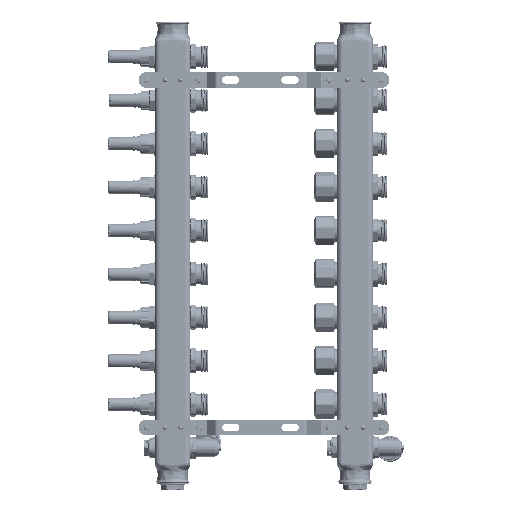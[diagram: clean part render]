
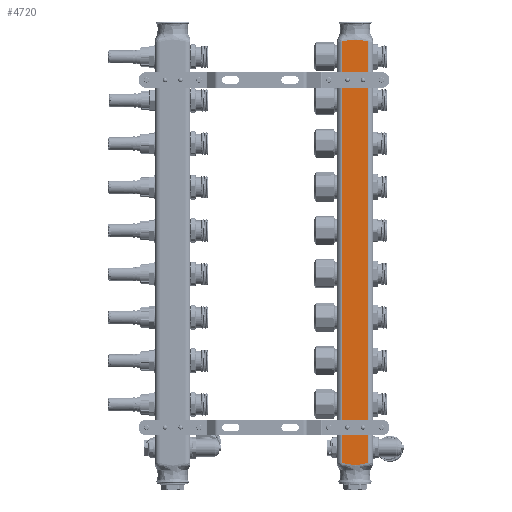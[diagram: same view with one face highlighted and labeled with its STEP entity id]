
A CAD part, front view. The second image highlights one B-rep face of the part: STEP entity #4720.
In plain terms, the highlighted face is planar.
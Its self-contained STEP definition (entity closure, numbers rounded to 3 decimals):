
#2956 = VERTEX_POINT ( 'NONE', #83787 ) ;
#4720 = ADVANCED_FACE ( 'NONE', ( #122569 ), #91620, .F. ) ;
#6179 = CARTESIAN_POINT ( 'NONE',  ( 19.5, 6.71, -19.785 ) ) ;
#6630 = CARTESIAN_POINT ( 'NONE',  ( 19.5, 11.517, -20.705 ) ) ;
#7036 = CARTESIAN_POINT ( 'NONE',  ( 19.5, -6.109, -19.676 ) ) ;
#8325 = EDGE_LOOP ( 'NONE', ( #96904, #9866, #10884, #63422 ) ) ;
#8589 = CARTESIAN_POINT ( 'NONE',  ( 19.5, -13.908, -506.757 ) ) ;
#9461 = CARTESIAN_POINT ( 'NONE',  ( 19.5, -13.314, -506.916 ) ) ;
#9866 = ORIENTED_EDGE ( 'NONE', *, *, #99253, .T. ) ;
#10783 = LINE ( 'NONE', #117930, #61407 ) ;
#10884 = ORIENTED_EDGE ( 'NONE', *, *, #74001, .F. ) ;
#12285 = VECTOR ( 'NONE', #90840, 1000. ) ;
#15064 = B_SPLINE_CURVE_WITH_KNOTS ( 'NONE', 3,
 ( #67110, #46774, #48075, #36176, #107644, #106778, #108072, #6630, #57853, #107207, #47212, #6179, #37465, #27319, #56990, #116916, #117782, #127066, #66683, #76821, #97922, #7036, #97489, #86907, #117351, #57432, #127501, #87345, #37036, #127940, #77692, #17154, #47644, #128384 ),
 .UNSPECIFIED., .F., .F.,
 ( 4, 2, 2, 2, 2, 2, 2, 2, 2, 2, 2, 2, 2, 2, 2, 2, 4 ),
 ( 0., 0.002, 0.002, 0.003, 0.004, 0.007, 0.009, 0.011, 0.015, 0.018, 0.02, 0.022, 0.026, 0.027, 0.027, 0.028, 0.029 ),
 .UNSPECIFIED. ) ;
#17154 = CARTESIAN_POINT ( 'NONE',  ( 19.5, -13.314, -21.084 ) ) ;
#17865 = CARTESIAN_POINT ( 'NONE',  ( 19.5, 4.294, -508.591 ) ) ;
#19188 = CARTESIAN_POINT ( 'NONE',  ( 19.5, 1.236, -508.841 ) ) ;
#19608 = CARTESIAN_POINT ( 'NONE',  ( 19.5, -11.216, -507.349 ) ) ;
#20216 = B_SPLINE_CURVE_WITH_KNOTS ( 'NONE', 3,
 ( #70005, #128659, #28031, #119809, #38623, #59013, #59437, #49670, #129965, #109660, #89382, #119362, #59880, #118489, #17865, #79698, #19188, #129519, #118940, #58580, #90252, #69116, #58145, #28916, #89803, #19608, #99966, #88508, #68688, #39491, #130395, #9461, #8589, #80125 ),
 .UNSPECIFIED., .F., .F.,
 ( 4, 2, 2, 2, 2, 2, 2, 2, 2, 2, 2, 2, 2, 2, 2, 2, 4 ),
 ( 0., 0.002, 0.002, 0.003, 0.004, 0.007, 0.009, 0.011, 0.015, 0.018, 0.02, 0.022, 0.026, 0.027, 0.027, 0.028, 0.029 ),
 .UNSPECIFIED. ) ;
#23307 = LINE ( 'NONE', #119979, #12285 ) ;
#27319 = CARTESIAN_POINT ( 'NONE',  ( 19.5, 4.9, -19.488 ) ) ;
#28031 = CARTESIAN_POINT ( 'NONE',  ( 19.5, 13.314, -506.916 ) ) ;
#28117 = CARTESIAN_POINT ( 'NONE',  ( 19.5, -14.5, -506.59 ) ) ;
#28916 = CARTESIAN_POINT ( 'NONE',  ( 19.5, -8.513, -507.87 ) ) ;
#36176 = CARTESIAN_POINT ( 'NONE',  ( 19.5, 12.568, -20.907 ) ) ;
#37036 = CARTESIAN_POINT ( 'NONE',  ( 19.5, -12.119, -20.809 ) ) ;
#37465 = CARTESIAN_POINT ( 'NONE',  ( 19.5, 6.109, -19.676 ) ) ;
#38623 = CARTESIAN_POINT ( 'NONE',  ( 19.5, 12.419, -507.128 ) ) ;
#39491 = CARTESIAN_POINT ( 'NONE',  ( 19.5, -12.419, -507.128 ) ) ;
#40004 = CARTESIAN_POINT ( 'NONE',  ( 19.5, 14.5, -264. ) ) ;
#41465 = EDGE_CURVE ( 'NONE', #2956, #45302, #20216, .T. ) ;
#45302 = VERTEX_POINT ( 'NONE', #28117 ) ;
#46774 = CARTESIAN_POINT ( 'NONE',  ( 19.5, 13.908, -21.243 ) ) ;
#47212 = CARTESIAN_POINT ( 'NONE',  ( 19.5, 8.513, -20.13 ) ) ;
#47644 = CARTESIAN_POINT ( 'NONE',  ( 19.5, -13.908, -21.243 ) ) ;
#48075 = CARTESIAN_POINT ( 'NONE',  ( 19.5, 13.314, -21.084 ) ) ;
#49670 = CARTESIAN_POINT ( 'NONE',  ( 19.5, 11.517, -507.295 ) ) ;
#56990 = CARTESIAN_POINT ( 'NONE',  ( 19.5, 4.294, -19.409 ) ) ;
#57432 = CARTESIAN_POINT ( 'NONE',  ( 19.5, -11.216, -20.651 ) ) ;
#57853 = CARTESIAN_POINT ( 'NONE',  ( 19.5, 11.216, -20.651 ) ) ;
#58145 = CARTESIAN_POINT ( 'NONE',  ( 19.5, -6.71, -508.215 ) ) ;
#58580 = CARTESIAN_POINT ( 'NONE',  ( 19.5, -4.294, -508.591 ) ) ;
#58642 = EDGE_CURVE ( 'NONE', #2956, #72745, #10783, .T. ) ;
#59013 = CARTESIAN_POINT ( 'NONE',  ( 19.5, 12.119, -507.191 ) ) ;
#59437 = CARTESIAN_POINT ( 'NONE',  ( 19.5, 11.969, -507.217 ) ) ;
#59880 = CARTESIAN_POINT ( 'NONE',  ( 19.5, 6.109, -508.324 ) ) ;
#60463 = CARTESIAN_POINT ( 'NONE',  ( 19.5, 14.5, -21.41 ) ) ;
#61407 = VECTOR ( 'NONE', #98083, 1000. ) ;
#63422 = ORIENTED_EDGE ( 'NONE', *, *, #41465, .F. ) ;
#66683 = CARTESIAN_POINT ( 'NONE',  ( 19.5, -2.467, -19.219 ) ) ;
#67110 = CARTESIAN_POINT ( 'NONE',  ( 19.5, 14.5, -21.41 ) ) ;
#68688 = CARTESIAN_POINT ( 'NONE',  ( 19.5, -12.119, -507.191 ) ) ;
#69116 = CARTESIAN_POINT ( 'NONE',  ( 19.5, -6.109, -508.324 ) ) ;
#70005 = CARTESIAN_POINT ( 'NONE',  ( 19.5, 14.5, -506.59 ) ) ;
#72745 = VERTEX_POINT ( 'NONE', #60463 ) ;
#74001 = EDGE_CURVE ( 'NONE', #45302, #86940, #23307, .T. ) ;
#76821 = CARTESIAN_POINT ( 'NONE',  ( 19.5, -4.294, -19.409 ) ) ;
#77692 = CARTESIAN_POINT ( 'NONE',  ( 19.5, -12.568, -20.907 ) ) ;
#79698 = CARTESIAN_POINT ( 'NONE',  ( 19.5, 2.467, -508.781 ) ) ;
#80125 = CARTESIAN_POINT ( 'NONE',  ( 19.5, -14.5, -506.59 ) ) ;
#80630 = DIRECTION ( 'NONE',  ( 0., -1., 0. ) ) ;
#83787 = CARTESIAN_POINT ( 'NONE',  ( 19.5, 14.5, -506.59 ) ) ;
#86907 = CARTESIAN_POINT ( 'NONE',  ( 19.5, -8.513, -20.13 ) ) ;
#86940 = VERTEX_POINT ( 'NONE', #115763 ) ;
#87345 = CARTESIAN_POINT ( 'NONE',  ( 19.5, -11.969, -20.783 ) ) ;
#88508 = CARTESIAN_POINT ( 'NONE',  ( 19.5, -11.969, -507.217 ) ) ;
#89382 = CARTESIAN_POINT ( 'NONE',  ( 19.5, 8.513, -507.87 ) ) ;
#89803 = CARTESIAN_POINT ( 'NONE',  ( 19.5, -9.712, -507.624 ) ) ;
#90252 = CARTESIAN_POINT ( 'NONE',  ( 19.5, -4.9, -508.512 ) ) ;
#90840 = DIRECTION ( 'NONE',  ( 0., 0., 1. ) ) ;
#91620 = PLANE ( 'NONE',  #99708 ) ;
#96904 = ORIENTED_EDGE ( 'NONE', *, *, #58642, .T. ) ;
#97489 = CARTESIAN_POINT ( 'NONE',  ( 19.5, -6.71, -19.785 ) ) ;
#97922 = CARTESIAN_POINT ( 'NONE',  ( 19.5, -4.9, -19.488 ) ) ;
#98083 = DIRECTION ( 'NONE',  ( 0., 0., 1. ) ) ;
#99253 = EDGE_CURVE ( 'NONE', #72745, #86940, #15064, .T. ) ;
#99708 = AXIS2_PLACEMENT_3D ( 'NONE', #40004, #111447, #80630 ) ;
#99966 = CARTESIAN_POINT ( 'NONE',  ( 19.5, -11.517, -507.295 ) ) ;
#106778 = CARTESIAN_POINT ( 'NONE',  ( 19.5, 12.119, -20.809 ) ) ;
#107207 = CARTESIAN_POINT ( 'NONE',  ( 19.5, 9.712, -20.376 ) ) ;
#107644 = CARTESIAN_POINT ( 'NONE',  ( 19.5, 12.419, -20.872 ) ) ;
#108072 = CARTESIAN_POINT ( 'NONE',  ( 19.5, 11.969, -20.783 ) ) ;
#109660 = CARTESIAN_POINT ( 'NONE',  ( 19.5, 9.712, -507.624 ) ) ;
#111447 = DIRECTION ( 'NONE',  ( -1., 0., 0. ) ) ;
#115763 = CARTESIAN_POINT ( 'NONE',  ( 19.5, -14.5, -21.41 ) ) ;
#116916 = CARTESIAN_POINT ( 'NONE',  ( 19.5, 2.467, -19.219 ) ) ;
#117351 = CARTESIAN_POINT ( 'NONE',  ( 19.5, -9.712, -20.376 ) ) ;
#117782 = CARTESIAN_POINT ( 'NONE',  ( 19.5, 1.236, -19.159 ) ) ;
#117930 = CARTESIAN_POINT ( 'NONE',  ( 19.5, 14.5, -264. ) ) ;
#118489 = CARTESIAN_POINT ( 'NONE',  ( 19.5, 4.9, -508.512 ) ) ;
#118940 = CARTESIAN_POINT ( 'NONE',  ( 19.5, -2.467, -508.781 ) ) ;
#119362 = CARTESIAN_POINT ( 'NONE',  ( 19.5, 6.71, -508.215 ) ) ;
#119809 = CARTESIAN_POINT ( 'NONE',  ( 19.5, 12.568, -507.093 ) ) ;
#119979 = CARTESIAN_POINT ( 'NONE',  ( 19.5, -14.5, -264. ) ) ;
#122569 = FACE_OUTER_BOUND ( 'NONE', #8325, .T. ) ;
#127066 = CARTESIAN_POINT ( 'NONE',  ( 19.5, -1.236, -19.159 ) ) ;
#127501 = CARTESIAN_POINT ( 'NONE',  ( 19.5, -11.517, -20.705 ) ) ;
#127940 = CARTESIAN_POINT ( 'NONE',  ( 19.5, -12.419, -20.872 ) ) ;
#128384 = CARTESIAN_POINT ( 'NONE',  ( 19.5, -14.5, -21.41 ) ) ;
#128659 = CARTESIAN_POINT ( 'NONE',  ( 19.5, 13.908, -506.757 ) ) ;
#129519 = CARTESIAN_POINT ( 'NONE',  ( 19.5, -1.236, -508.841 ) ) ;
#129965 = CARTESIAN_POINT ( 'NONE',  ( 19.5, 11.216, -507.349 ) ) ;
#130395 = CARTESIAN_POINT ( 'NONE',  ( 19.5, -12.568, -507.093 ) ) ;
